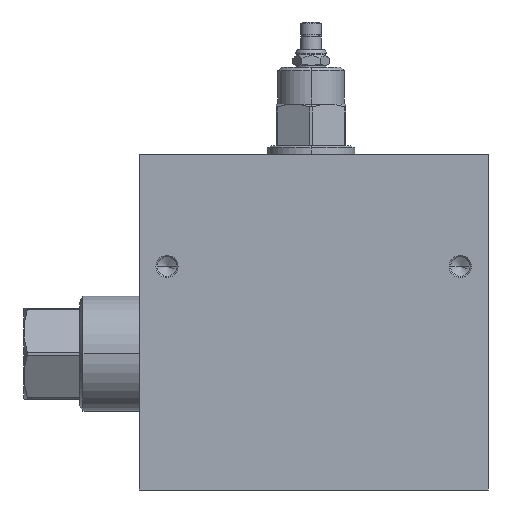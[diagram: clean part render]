
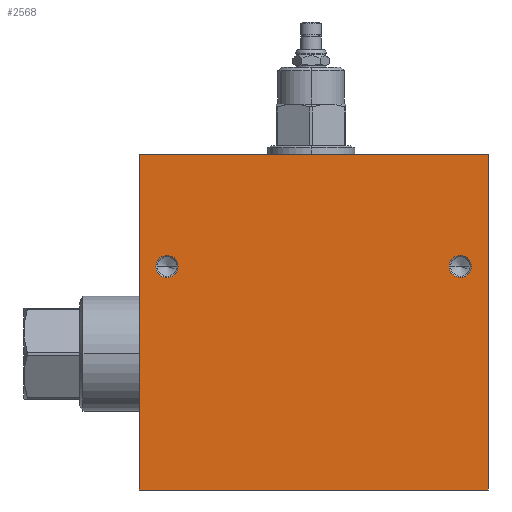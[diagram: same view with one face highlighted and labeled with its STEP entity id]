
A CAD part, front view. The second image highlights one B-rep face of the part: STEP entity #2568.
In plain terms, the highlighted planar face has unit normal (0, -1, 0).
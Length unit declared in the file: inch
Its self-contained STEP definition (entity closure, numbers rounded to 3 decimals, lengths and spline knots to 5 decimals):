
#5=DIRECTION('',(1.,0.,0.));
#6=VECTOR('',#5,6.25);
#7=CARTESIAN_POINT('',(0.,-4.5,0.));
#8=LINE('',#7,#6);
#75=DIRECTION('',(0.,0.,1.));
#76=VECTOR('',#75,6.);
#77=CARTESIAN_POINT('',(6.25,-4.5,0.));
#78=LINE('',#77,#76);
#79=DIRECTION('',(0.,0.,1.));
#80=VECTOR('',#79,6.);
#81=CARTESIAN_POINT('',(0.,-4.5,0.));
#82=LINE('',#81,#80);
#83=CARTESIAN_POINT('',(5.75,-4.5,4.));
#84=DIRECTION('',(0.,1.,0.));
#85=DIRECTION('',(-1.,0.,0.));
#86=AXIS2_PLACEMENT_3D('',#83,#84,#85);
#88=CARTESIAN_POINT('',(5.75,-4.5,4.));
#89=DIRECTION('',(0.,1.,0.));
#90=DIRECTION('',(1.,0.,0.));
#91=AXIS2_PLACEMENT_3D('',#88,#89,#90);
#93=CARTESIAN_POINT('',(0.5,-4.5,4.));
#94=DIRECTION('',(0.,1.,0.));
#95=DIRECTION('',(-1.,0.,0.));
#96=AXIS2_PLACEMENT_3D('',#93,#94,#95);
#98=CARTESIAN_POINT('',(0.5,-4.5,4.));
#99=DIRECTION('',(0.,1.,0.));
#100=DIRECTION('',(1.,0.,0.));
#101=AXIS2_PLACEMENT_3D('',#98,#99,#100);
#115=DIRECTION('',(1.,0.,0.));
#116=VECTOR('',#115,6.25);
#117=CARTESIAN_POINT('',(0.,-4.5,6.));
#118=LINE('',#117,#116);
#2093=CARTESIAN_POINT('',(0.,-4.5,0.));
#2095=VERTEX_POINT('',#2093);
#2096=CARTESIAN_POINT('',(6.25,-4.5,0.));
#2097=VERTEX_POINT('',#2096);
#2101=CARTESIAN_POINT('',(0.,-4.5,6.));
#2103=VERTEX_POINT('',#2101);
#2104=CARTESIAN_POINT('',(6.25,-4.5,6.));
#2105=VERTEX_POINT('',#2104);
#2346=CARTESIAN_POINT('',(5.5515,-4.5,4.));
#2348=VERTEX_POINT('',#2346);
#2350=CARTESIAN_POINT('',(5.9485,-4.5,4.));
#2352=VERTEX_POINT('',#2350);
#2360=CARTESIAN_POINT('',(0.3015,-4.5,4.));
#2362=VERTEX_POINT('',#2360);
#2364=CARTESIAN_POINT('',(0.6985,-4.5,4.));
#2366=VERTEX_POINT('',#2364);
#2544=CARTESIAN_POINT('',(0.,-4.5,0.));
#2545=DIRECTION('',(0.,-1.,0.));
#2546=DIRECTION('',(1.,0.,0.));
#2547=AXIS2_PLACEMENT_3D('',#2544,#2545,#2546);
#2548=PLANE('',#2547);
#2549=ORIENTED_EDGE('',*,*,#2462,.F.);
#2550=ORIENTED_EDGE('',*,*,#2493,.T.);
#2552=ORIENTED_EDGE('',*,*,#2551,.T.);
#2553=ORIENTED_EDGE('',*,*,#2536,.F.);
#2554=EDGE_LOOP('',(#2549,#2550,#2552,#2553));
#2555=FACE_OUTER_BOUND('',#2554,.F.);
#2557=ORIENTED_EDGE('',*,*,#2556,.F.);
#2559=ORIENTED_EDGE('',*,*,#2558,.F.);
#2560=EDGE_LOOP('',(#2557,#2559));
#2561=FACE_BOUND('',#2560,.F.);
#2563=ORIENTED_EDGE('',*,*,#2562,.F.);
#2565=ORIENTED_EDGE('',*,*,#2564,.F.);
#2566=EDGE_LOOP('',(#2563,#2565));
#2567=FACE_BOUND('',#2566,.F.);
#2568=ADVANCED_FACE('',(#2555,#2561,#2567),#2548,.T.);
#87=CIRCLE('',#86,0.1985);
#92=CIRCLE('',#91,0.1985);
#97=CIRCLE('',#96,0.1985);
#102=CIRCLE('',#101,0.1985);
#2462=EDGE_CURVE('',#2095,#2097,#8,.T.);
#2493=EDGE_CURVE('',#2095,#2103,#82,.T.);
#2536=EDGE_CURVE('',#2097,#2105,#78,.T.);
#2551=EDGE_CURVE('',#2103,#2105,#118,.T.);
#2556=EDGE_CURVE('',#2348,#2352,#87,.T.);
#2558=EDGE_CURVE('',#2352,#2348,#92,.T.);
#2562=EDGE_CURVE('',#2362,#2366,#97,.T.);
#2564=EDGE_CURVE('',#2366,#2362,#102,.T.);
